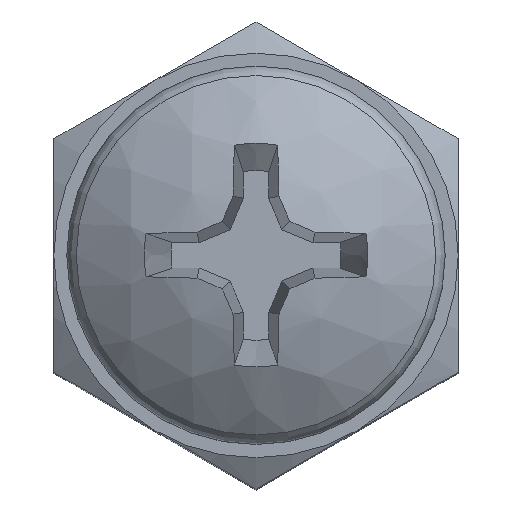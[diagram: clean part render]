
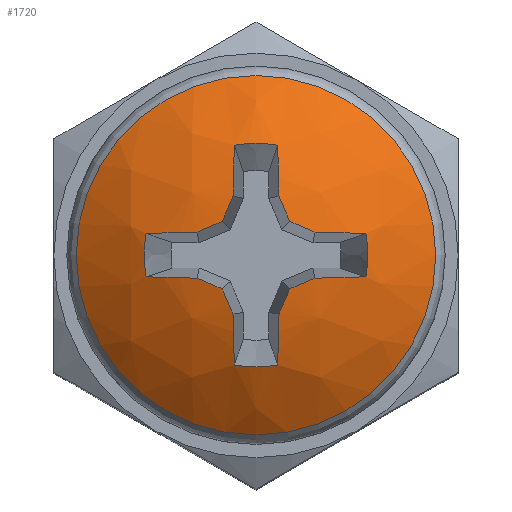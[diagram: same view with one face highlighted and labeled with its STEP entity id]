
A CAD part, top view. The second image highlights one B-rep face of the part: STEP entity #1720.
In plain terms, the highlighted spherical face has radius 5.224 mm.
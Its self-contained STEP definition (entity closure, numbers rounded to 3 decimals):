
#27=SPHERICAL_SURFACE('',#1872,5.224);
#81=FACE_BOUND('',#301,.T.);
#199=FACE_OUTER_BOUND('',#300,.T.);
#300=EDGE_LOOP('',(#1406));
#301=EDGE_LOOP('',(#1407,#1408,#1409,#1410,#1411,#1412,#1413,#1414,#1415,
#1416,#1417,#1418,#1419,#1420,#1421,#1422,#1423,#1424,#1425,#1426));
#353=CIRCLE('',#1863,2.084);
#355=CIRCLE('',#1866,2.084);
#356=CIRCLE('',#1868,3.343);
#360=CIRCLE('',#1873,2.084);
#361=CIRCLE('',#1874,5.224);
#362=CIRCLE('',#1875,5.211);
#363=CIRCLE('',#1876,5.211);
#364=CIRCLE('',#1877,5.224);
#365=CIRCLE('',#1878,5.224);
#366=CIRCLE('',#1879,5.211);
#367=CIRCLE('',#1880,5.211);
#368=CIRCLE('',#1881,5.224);
#369=CIRCLE('',#1882,5.224);
#370=CIRCLE('',#1883,5.211);
#371=CIRCLE('',#1884,5.211);
#372=CIRCLE('',#1885,5.224);
#373=CIRCLE('',#1886,2.084);
#374=CIRCLE('',#1887,5.224);
#375=CIRCLE('',#1888,5.211);
#376=CIRCLE('',#1889,5.211);
#377=CIRCLE('',#1890,5.224);
#765=VERTEX_POINT('',#7304);
#766=VERTEX_POINT('',#7308);
#769=VERTEX_POINT('',#7317);
#770=VERTEX_POINT('',#7321);
#771=VERTEX_POINT('',#7327);
#774=VERTEX_POINT('',#7335);
#775=VERTEX_POINT('',#7336);
#776=VERTEX_POINT('',#7338);
#777=VERTEX_POINT('',#7340);
#778=VERTEX_POINT('',#7342);
#779=VERTEX_POINT('',#7345);
#780=VERTEX_POINT('',#7347);
#781=VERTEX_POINT('',#7349);
#782=VERTEX_POINT('',#7352);
#783=VERTEX_POINT('',#7354);
#784=VERTEX_POINT('',#7356);
#785=VERTEX_POINT('',#7358);
#786=VERTEX_POINT('',#7360);
#787=VERTEX_POINT('',#7362);
#788=VERTEX_POINT('',#7364);
#789=VERTEX_POINT('',#7366);
#999=EDGE_CURVE('',#765,#766,#353,.T.);
#1003=EDGE_CURVE('',#769,#770,#355,.T.);
#1005=EDGE_CURVE('',#771,#771,#356,.T.);
#1009=EDGE_CURVE('',#774,#775,#360,.T.);
#1010=EDGE_CURVE('',#776,#774,#361,.T.);
#1011=EDGE_CURVE('',#777,#776,#362,.T.);
#1012=EDGE_CURVE('',#778,#777,#363,.T.);
#1013=EDGE_CURVE('',#770,#778,#364,.T.);
#1014=EDGE_CURVE('',#779,#769,#365,.T.);
#1015=EDGE_CURVE('',#780,#779,#366,.T.);
#1016=EDGE_CURVE('',#781,#780,#367,.T.);
#1017=EDGE_CURVE('',#766,#781,#368,.T.);
#1018=EDGE_CURVE('',#782,#765,#369,.T.);
#1019=EDGE_CURVE('',#783,#782,#370,.T.);
#1020=EDGE_CURVE('',#784,#783,#371,.T.);
#1021=EDGE_CURVE('',#785,#784,#372,.T.);
#1022=EDGE_CURVE('',#786,#785,#373,.T.);
#1023=EDGE_CURVE('',#787,#786,#374,.T.);
#1024=EDGE_CURVE('',#788,#787,#375,.T.);
#1025=EDGE_CURVE('',#789,#788,#376,.T.);
#1026=EDGE_CURVE('',#775,#789,#377,.T.);
#1406=ORIENTED_EDGE('',*,*,#1005,.T.);
#1407=ORIENTED_EDGE('',*,*,#1009,.F.);
#1408=ORIENTED_EDGE('',*,*,#1010,.F.);
#1409=ORIENTED_EDGE('',*,*,#1011,.F.);
#1410=ORIENTED_EDGE('',*,*,#1012,.F.);
#1411=ORIENTED_EDGE('',*,*,#1013,.F.);
#1412=ORIENTED_EDGE('',*,*,#1003,.F.);
#1413=ORIENTED_EDGE('',*,*,#1014,.F.);
#1414=ORIENTED_EDGE('',*,*,#1015,.F.);
#1415=ORIENTED_EDGE('',*,*,#1016,.F.);
#1416=ORIENTED_EDGE('',*,*,#1017,.F.);
#1417=ORIENTED_EDGE('',*,*,#999,.F.);
#1418=ORIENTED_EDGE('',*,*,#1018,.F.);
#1419=ORIENTED_EDGE('',*,*,#1019,.F.);
#1420=ORIENTED_EDGE('',*,*,#1020,.F.);
#1421=ORIENTED_EDGE('',*,*,#1021,.F.);
#1422=ORIENTED_EDGE('',*,*,#1022,.F.);
#1423=ORIENTED_EDGE('',*,*,#1023,.F.);
#1424=ORIENTED_EDGE('',*,*,#1024,.F.);
#1425=ORIENTED_EDGE('',*,*,#1025,.F.);
#1426=ORIENTED_EDGE('',*,*,#1026,.F.);
#1720=ADVANCED_FACE('',(#199,#81),#27,.T.);
#1863=AXIS2_PLACEMENT_3D('',#7309,#2154,#2155);
#1866=AXIS2_PLACEMENT_3D('',#7322,#2160,#2161);
#1868=AXIS2_PLACEMENT_3D('',#7328,#2164,#2165);
#1872=AXIS2_PLACEMENT_3D('',#7334,#2172,#2173);
#1873=AXIS2_PLACEMENT_3D('',#7337,#2174,#2175);
#1874=AXIS2_PLACEMENT_3D('',#7339,#2176,#2177);
#1875=AXIS2_PLACEMENT_3D('',#7341,#2178,#2179);
#1876=AXIS2_PLACEMENT_3D('',#7343,#2180,#2181);
#1877=AXIS2_PLACEMENT_3D('',#7344,#2182,#2183);
#1878=AXIS2_PLACEMENT_3D('',#7346,#2184,#2185);
#1879=AXIS2_PLACEMENT_3D('',#7348,#2186,#2187);
#1880=AXIS2_PLACEMENT_3D('',#7350,#2188,#2189);
#1881=AXIS2_PLACEMENT_3D('',#7351,#2190,#2191);
#1882=AXIS2_PLACEMENT_3D('',#7353,#2192,#2193);
#1883=AXIS2_PLACEMENT_3D('',#7355,#2194,#2195);
#1884=AXIS2_PLACEMENT_3D('',#7357,#2196,#2197);
#1885=AXIS2_PLACEMENT_3D('',#7359,#2198,#2199);
#1886=AXIS2_PLACEMENT_3D('',#7361,#2200,#2201);
#1887=AXIS2_PLACEMENT_3D('',#7363,#2202,#2203);
#1888=AXIS2_PLACEMENT_3D('',#7365,#2204,#2205);
#1889=AXIS2_PLACEMENT_3D('',#7367,#2206,#2207);
#1890=AXIS2_PLACEMENT_3D('',#7368,#2208,#2209);
#2154=DIRECTION('center_axis',(0.,0.,
1.));
#2155=DIRECTION('ref_axis',(0.,1.,0.));
#2160=DIRECTION('center_axis',(0.,0.,1.));
#2161=DIRECTION('ref_axis',(-1.,0.,0.));
#2164=DIRECTION('center_axis',(0.,0.,1.));
#2165=DIRECTION('ref_axis',(0.,-1.,0.));
#2172=DIRECTION('center_axis',(-1.,0.,0.));
#2173=DIRECTION('ref_axis',(0.,1.,0.));
#2174=DIRECTION('center_axis',(0.,0.,1.));
#2175=DIRECTION('ref_axis',(-1.,0.,0.));
#2176=DIRECTION('center_axis',(-0.996,0.,
0.087));
#2177=DIRECTION('ref_axis',(0.087,0.,0.996));
#2178=DIRECTION('center_axis',(-0.92,-0.381,0.087));
#2179=DIRECTION('ref_axis',(0.383,-0.924,0.));
#2180=DIRECTION('center_axis',(-0.381,-0.92,0.087));
#2181=DIRECTION('ref_axis',(0.924,-0.383,0.));
#2182=DIRECTION('center_axis',(0.,-0.996,
0.087));
#2183=DIRECTION('ref_axis',(0.,-0.087,-0.996));
#2184=DIRECTION('center_axis',(0.,0.996,0.087));
#2185=DIRECTION('ref_axis',(0.,-0.087,0.996));
#2186=DIRECTION('center_axis',(-0.381,0.92,0.087));
#2187=DIRECTION('ref_axis',(-0.924,-0.383,0.));
#2188=DIRECTION('center_axis',(-0.92,0.381,0.087));
#2189=DIRECTION('ref_axis',(-0.383,-0.924,0.));
#2190=DIRECTION('center_axis',(-0.996,0.,
0.087));
#2191=DIRECTION('ref_axis',(0.087,0.,0.996));
#2192=DIRECTION('center_axis',(0.996,0.,
0.087));
#2193=DIRECTION('ref_axis',(0.087,0.,-0.996));
#2194=DIRECTION('center_axis',(0.92,0.381,0.087));
#2195=DIRECTION('ref_axis',(-0.383,0.924,0.));
#2196=DIRECTION('center_axis',(0.381,0.92,0.087));
#2197=DIRECTION('ref_axis',(-0.924,0.383,0.));
#2198=DIRECTION('center_axis',(0.,0.996,0.087));
#2199=DIRECTION('ref_axis',(0.,-0.087,0.996));
#2200=DIRECTION('center_axis',(0.,0.,
1.));
#2201=DIRECTION('ref_axis',(-1.,0.,0.));
#2202=DIRECTION('center_axis',(0.,-0.996,
0.087));
#2203=DIRECTION('ref_axis',(0.,-0.087,-0.996));
#2204=DIRECTION('center_axis',(0.381,-0.92,0.087));
#2205=DIRECTION('ref_axis',(0.924,0.383,0.));
#2206=DIRECTION('center_axis',(0.92,-0.381,0.087));
#2207=DIRECTION('ref_axis',(0.383,0.924,0.));
#2208=DIRECTION('center_axis',(0.996,0.,0.087));
#2209=DIRECTION('ref_axis',(0.087,0.,-0.996));
#7304=CARTESIAN_POINT('',(-0.86,-1.847,10.684));
#7308=CARTESIAN_POINT('',(-0.056,-1.847,10.684));
#7309=CARTESIAN_POINT('Origin',(-0.458,0.197,10.684));
#7317=CARTESIAN_POINT('',(1.587,-0.205,10.684));
#7321=CARTESIAN_POINT('',(1.587,0.6,10.684));
#7322=CARTESIAN_POINT('Origin',(-0.458,0.197,10.684));
#7327=CARTESIAN_POINT('',(-0.458,3.541,9.908));
#7328=CARTESIAN_POINT('Origin',(-0.458,0.197,9.908));
#7334=CARTESIAN_POINT('Origin',(-0.458,0.197,5.894));
#7335=CARTESIAN_POINT('',(-0.056,2.242,10.684));
#7336=CARTESIAN_POINT('',(-0.86,2.242,10.684));
#7337=CARTESIAN_POINT('Origin',(-0.458,0.197,10.684));
#7338=CARTESIAN_POINT('',(-0.03,1.295,10.983));
#7339=CARTESIAN_POINT('Origin',(-0.475,0.197,5.895));
#7340=CARTESIAN_POINT('',(0.17,0.826,11.042));
#7341=CARTESIAN_POINT('Origin',(-0.118,0.338,5.862));
#7342=CARTESIAN_POINT('',(0.64,0.626,10.983));
#7343=CARTESIAN_POINT('Origin',(-0.317,0.537,5.862));
#7344=CARTESIAN_POINT('Origin',(-0.458,0.181,5.895));
#7345=CARTESIAN_POINT('',(0.64,-0.231,10.983));
#7346=CARTESIAN_POINT('Origin',(-0.458,0.214,5.895));
#7347=CARTESIAN_POINT('',(0.17,-0.431,11.042));
#7348=CARTESIAN_POINT('Origin',(-0.317,-0.142,5.862));
#7349=CARTESIAN_POINT('',(-0.03,-0.9,10.983));
#7350=CARTESIAN_POINT('Origin',(-0.118,0.057,5.862));
#7351=CARTESIAN_POINT('Origin',(-0.475,0.197,5.895));
#7352=CARTESIAN_POINT('',(-0.886,-0.9,10.983));
#7353=CARTESIAN_POINT('Origin',(-0.441,0.197,5.895));
#7354=CARTESIAN_POINT('',(-1.086,-0.431,11.042));
#7355=CARTESIAN_POINT('Origin',(-0.798,0.057,5.862));
#7356=CARTESIAN_POINT('',(-1.556,-0.231,10.983));
#7357=CARTESIAN_POINT('Origin',(-0.599,-0.142,5.862));
#7358=CARTESIAN_POINT('',(-2.503,-0.205,10.684));
#7359=CARTESIAN_POINT('Origin',(-0.458,0.214,5.895));
#7360=CARTESIAN_POINT('',(-2.503,0.6,10.684));
#7361=CARTESIAN_POINT('Origin',(-0.458,0.197,10.684));
#7362=CARTESIAN_POINT('',(-1.556,0.626,10.983));
#7363=CARTESIAN_POINT('Origin',(-0.458,0.181,5.895));
#7364=CARTESIAN_POINT('',(-1.086,0.826,11.042));
#7365=CARTESIAN_POINT('Origin',(-0.599,0.537,5.862));
#7366=CARTESIAN_POINT('',(-0.886,1.295,10.983));
#7367=CARTESIAN_POINT('Origin',(-0.798,0.338,5.862));
#7368=CARTESIAN_POINT('Origin',(-0.441,0.197,5.895));
